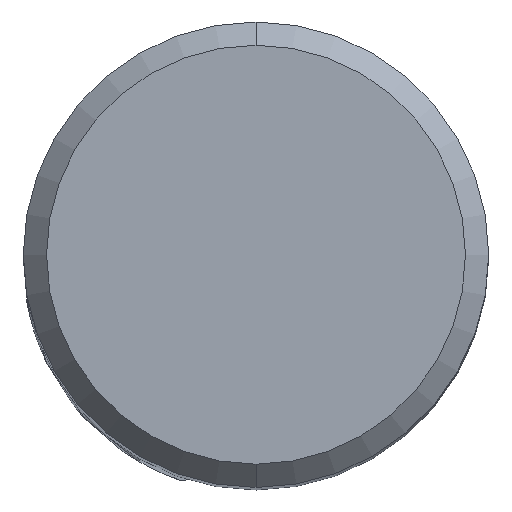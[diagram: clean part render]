
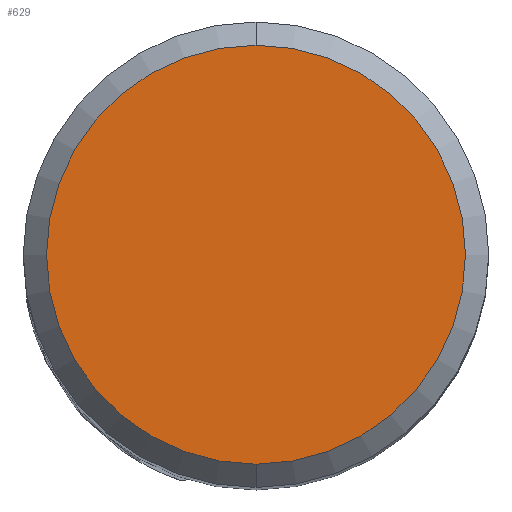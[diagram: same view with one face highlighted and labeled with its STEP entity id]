
A CAD part, top view. The second image highlights one B-rep face of the part: STEP entity #629.
In plain terms, the highlighted planar face has unit normal (0, 0, 1).
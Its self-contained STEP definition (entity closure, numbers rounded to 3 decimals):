
#559=VERTEX_POINT('',#1227);
#629=ADVANCED_FACE('',(#1300),#1301,.T.);
#763=VERTEX_POINT('',#1448);
#823=EDGE_CURVE('',#763,#559,#1514,.T.);
#867=EDGE_CURVE('',#559,#763,#1560,.T.);
#1227=CARTESIAN_POINT('',(0.,-7.2,0.0));
#1300=FACE_OUTER_BOUND('',#3301,.T.);
#1301=PLANE('',#3302);
#1448=CARTESIAN_POINT('',(0.0,7.2,0.0));
#1514=CIRCLE('',#4081,7.2);
#1560=CIRCLE('',#4247,7.2);
#3301=EDGE_LOOP('',(#5410,#5411));
#3302=AXIS2_PLACEMENT_3D('',#5412,#5413,#5414);
#4081=AXIS2_PLACEMENT_3D('',#5649,#5650,#5651);
#4247=AXIS2_PLACEMENT_3D('',#5680,#5681,#5682);
#5410=ORIENTED_EDGE('',*,*,#823,.F.);
#5411=ORIENTED_EDGE('',*,*,#867,.F.);
#5412=CARTESIAN_POINT('',(0.0,3.6,0.0));
#5413=DIRECTION('',(-0.0,0.0,1.0));
#5414=DIRECTION('',(0.0,-1.0,0.0));
#5649=CARTESIAN_POINT('',(0.0,0.0,0.0));
#5650=DIRECTION('',(0.0,0.0,-1.0));
#5651=DIRECTION('',(0.0,1.0,0.0));
#5680=CARTESIAN_POINT('',(0.0,0.0,0.0));
#5681=DIRECTION('',(0.0,0.0,-1.0));
#5682=DIRECTION('',(0.0,1.0,0.0));
